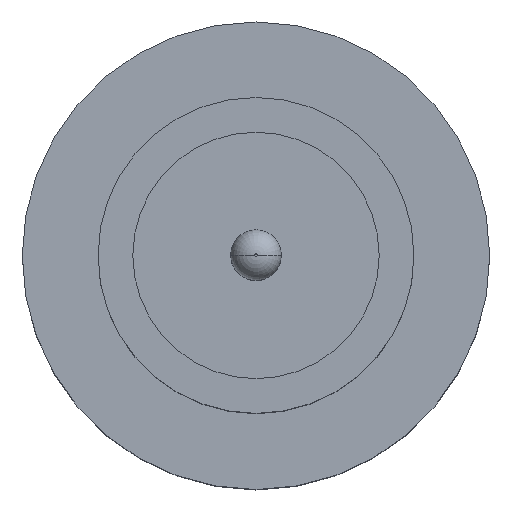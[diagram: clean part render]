
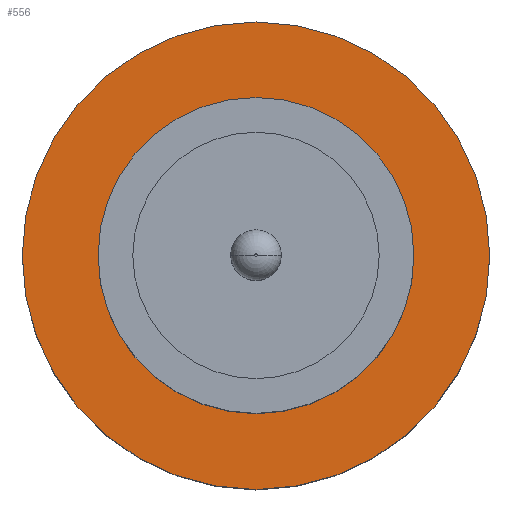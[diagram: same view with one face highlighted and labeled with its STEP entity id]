
A CAD part, top view. The second image highlights one B-rep face of the part: STEP entity #556.
In plain terms, the highlighted planar face has unit normal (0, 0, 1).
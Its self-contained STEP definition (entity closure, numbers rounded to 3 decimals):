
#4 = AXIS2_PLACEMENT_3D ( 'NONE', #463, #173, #45 ) ;
#13 = EDGE_CURVE ( 'NONE', #453, #423, #249, .T. ) ;
#20 = AXIS2_PLACEMENT_3D ( 'NONE', #829, #481, #697 ) ;
#21 = ORIENTED_EDGE ( 'NONE', *, *, #252, .F. ) ;
#22 = AXIS2_PLACEMENT_3D ( 'NONE', #50, #326, #612 ) ;
#45 = DIRECTION ( 'NONE',  ( 1., 0., 0. ) ) ;
#50 = CARTESIAN_POINT ( 'NONE',  ( 0., 0., 1.55 ) ) ;
#67 = EDGE_LOOP ( 'NONE', ( #245, #838 ) ) ;
#108 = CARTESIAN_POINT ( 'NONE',  ( 1.85, 0., 1.55 ) ) ;
#113 = CARTESIAN_POINT ( 'NONE',  ( -1.85, 0., 1.55 ) ) ;
#123 = CARTESIAN_POINT ( 'NONE',  ( 0., 0., 1.55 ) ) ;
#124 = EDGE_LOOP ( 'NONE', ( #21, #578 ) ) ;
#158 = AXIS2_PLACEMENT_3D ( 'NONE', #123, #830, #176 ) ;
#173 = DIRECTION ( 'NONE',  ( 0., 0., 1. ) ) ;
#176 = DIRECTION ( 'NONE',  ( 1., 0., 0. ) ) ;
#184 = DIRECTION ( 'NONE',  ( 1., 0., 0. ) ) ;
#245 = ORIENTED_EDGE ( 'NONE', *, *, #13, .T. ) ;
#249 = CIRCLE ( 'NONE', #20, 1.85 ) ;
#252 = EDGE_CURVE ( 'NONE', #349, #779, #536, .T. ) ;
#326 = DIRECTION ( 'NONE',  ( 0., 0., 1. ) ) ;
#334 = CIRCLE ( 'NONE', #4, 1.25 ) ;
#349 = VERTEX_POINT ( 'NONE', #737 ) ;
#360 = FACE_BOUND ( 'NONE', #124, .T. ) ;
#382 = AXIS2_PLACEMENT_3D ( 'NONE', #610, #471, #184 ) ;
#386 = FACE_OUTER_BOUND ( 'NONE', #67, .T. ) ;
#423 = VERTEX_POINT ( 'NONE', #108 ) ;
#453 = VERTEX_POINT ( 'NONE', #113 ) ;
#463 = CARTESIAN_POINT ( 'NONE',  ( 0., 0., 1.55 ) ) ;
#469 = PLANE ( 'NONE',  #382 ) ;
#471 = DIRECTION ( 'NONE',  ( 0., 0., 1. ) ) ;
#481 = DIRECTION ( 'NONE',  ( 0., 0., 1. ) ) ;
#500 = EDGE_CURVE ( 'NONE', #423, #453, #907, .T. ) ;
#536 = CIRCLE ( 'NONE', #22, 1.25 ) ;
#556 = ADVANCED_FACE ( 'NONE', ( #360, #386 ), #469, .T. ) ;
#577 = CARTESIAN_POINT ( 'NONE',  ( -1.25, 0., 1.55 ) ) ;
#578 = ORIENTED_EDGE ( 'NONE', *, *, #873, .F. ) ;
#610 = CARTESIAN_POINT ( 'NONE',  ( 0., 0., 1.55 ) ) ;
#612 = DIRECTION ( 'NONE',  ( 1., 0., 0. ) ) ;
#697 = DIRECTION ( 'NONE',  ( 1., 0., 0. ) ) ;
#737 = CARTESIAN_POINT ( 'NONE',  ( 1.25, 0., 1.55 ) ) ;
#779 = VERTEX_POINT ( 'NONE', #577 ) ;
#829 = CARTESIAN_POINT ( 'NONE',  ( 0., 0., 1.55 ) ) ;
#830 = DIRECTION ( 'NONE',  ( 0., 0., 1. ) ) ;
#838 = ORIENTED_EDGE ( 'NONE', *, *, #500, .T. ) ;
#873 = EDGE_CURVE ( 'NONE', #779, #349, #334, .T. ) ;
#907 = CIRCLE ( 'NONE', #158, 1.85 ) ;
